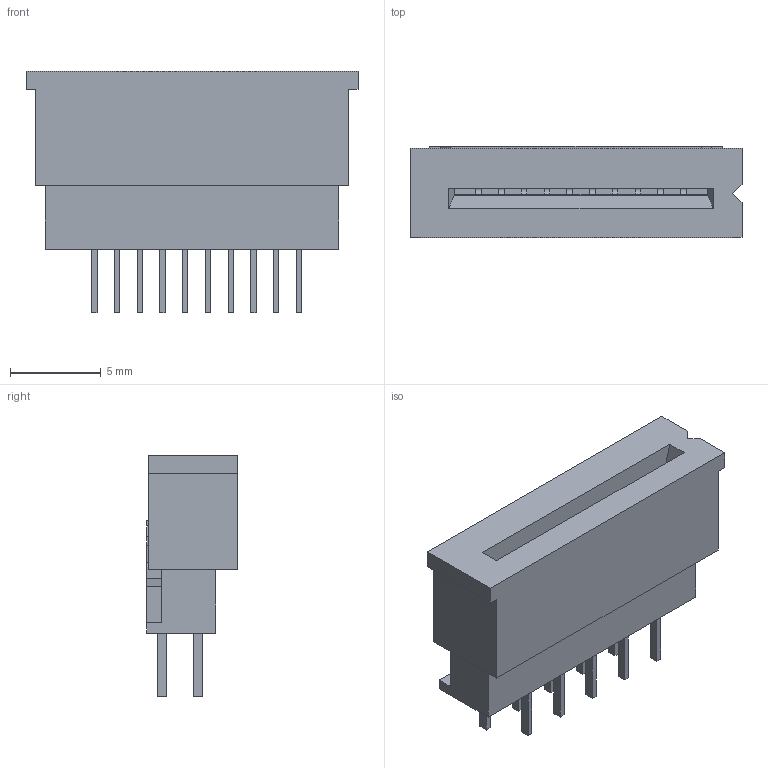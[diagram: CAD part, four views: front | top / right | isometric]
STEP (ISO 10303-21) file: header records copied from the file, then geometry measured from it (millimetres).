
FILE_DESCRIPTION((''),'2;1');
FILE_NAME('039532105','2018-04-25T',('ksrinivasara'),(''),'PRO/ENGINEER BY PARAMETRIC TECHNOLOGY CORPORATION, 2012310','PRO/ENGINEER BY PARAMETRIC TECHNOLOGY CORPORATION, 2012310','');
FILE_SCHEMA(('CONFIG_CONTROL_DESIGN'));
Length unit declared in the file: millimetre
Products named in the file (1): 039532105
Bounding box: 18.25 x 5 x 13.3 mm (x, y, z)
Volume: 572 mm3; surface area: 1148.4 mm2
Topology: 1 solids, 1 shells, 307 faces, 841 edges, 556 vertices
Faces by surface type: plane 297, cylinder 10
Entity records: 9604 total; most frequent: CARTESIAN_POINT 1685, ORIENTED_EDGE 1642, DIRECTION 1497, EDGE_CURVE 821, VECTOR 801, LINE 801, VERTEX_POINT 536, EDGE_LOOP 359
